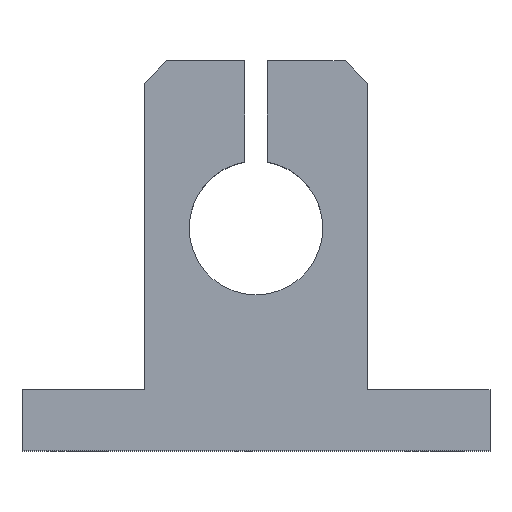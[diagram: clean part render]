
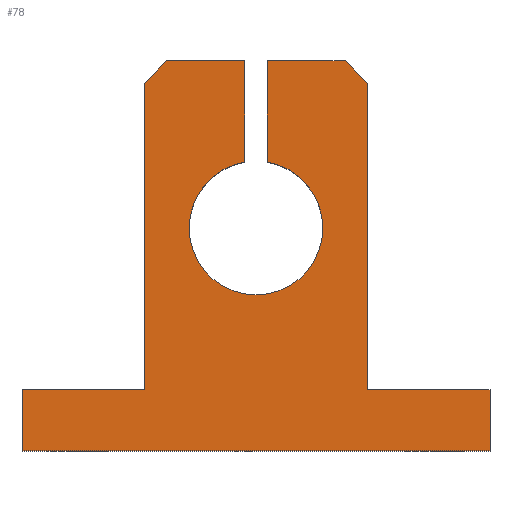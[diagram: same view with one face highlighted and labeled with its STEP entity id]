
A CAD part, top view. The second image highlights one B-rep face of the part: STEP entity #78.
In plain terms, the highlighted planar face has unit normal (0, 0, 1).
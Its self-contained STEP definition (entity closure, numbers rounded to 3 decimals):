
#78 = ADVANCED_FACE( '', ( #164 ), #165, .T. );
#164 = FACE_OUTER_BOUND( '', #250, .T. );
#165 = PLANE( '', #251 );
#250 = EDGE_LOOP( '', ( #408, #409, #410, #411, #412, #413, #414, #415, #416, #417, #418, #419, #420, #421 ) );
#251 = AXIS2_PLACEMENT_3D( '', #422, #423, #424 );
#408 = ORIENTED_EDGE( '', *, *, #485, .T. );
#409 = ORIENTED_EDGE( '', *, *, #499, .T. );
#410 = ORIENTED_EDGE( '', *, *, #480, .T. );
#411 = ORIENTED_EDGE( '', *, *, #510, .T. );
#412 = ORIENTED_EDGE( '', *, *, #504, .T. );
#413 = ORIENTED_EDGE( '', *, *, #535, .T. );
#414 = ORIENTED_EDGE( '', *, *, #494, .T. );
#415 = ORIENTED_EDGE( '', *, *, #536, .T. );
#416 = ORIENTED_EDGE( '', *, *, #526, .F. );
#417 = ORIENTED_EDGE( '', *, *, #537, .T. );
#418 = ORIENTED_EDGE( '', *, *, #522, .T. );
#419 = ORIENTED_EDGE( '', *, *, #489, .T. );
#420 = ORIENTED_EDGE( '', *, *, #474, .T. );
#421 = ORIENTED_EDGE( '', *, *, #538, .T. );
#422 = CARTESIAN_POINT( '', ( 0., 20., 12. ) );
#423 = DIRECTION( '', ( 0., 0., 1. ) );
#424 = DIRECTION( '', ( 1., 0., 0. ) );
#474 = EDGE_CURVE( '', #555, #553, #556, .T. );
#480 = EDGE_CURVE( '', #566, #564, #567, .T. );
#485 = EDGE_CURVE( '', #575, #573, #576, .T. );
#489 = EDGE_CURVE( '', #581, #555, #582, .T. );
#494 = EDGE_CURVE( '', #590, #588, #591, .T. );
#499 = EDGE_CURVE( '', #573, #566, #597, .T. );
#504 = EDGE_CURVE( '', #606, #604, #607, .T. );
#510 = EDGE_CURVE( '', #564, #606, #615, .T. );
#522 = EDGE_CURVE( '', #632, #581, #633, .T. );
#526 = EDGE_CURVE( '', #636, #638, #639, .T. );
#535 = EDGE_CURVE( '', #604, #590, #650, .T. );
#536 = EDGE_CURVE( '', #588, #638, #651, .T. );
#537 = EDGE_CURVE( '', #636, #632, #652, .T. );
#538 = EDGE_CURVE( '', #553, #575, #653, .T. );
#553 = VERTEX_POINT( '', #669 );
#555 = VERTEX_POINT( '', #672 );
#556 = LINE( '', #673, #674 );
#564 = VERTEX_POINT( '', #684 );
#566 = VERTEX_POINT( '', #687 );
#567 = LINE( '', #688, #689 );
#573 = VERTEX_POINT( '', #697 );
#575 = VERTEX_POINT( '', #700 );
#576 = LINE( '', #701, #702 );
#581 = VERTEX_POINT( '', #709 );
#582 = LINE( '', #710, #711 );
#588 = VERTEX_POINT( '', #719 );
#590 = VERTEX_POINT( '', #722 );
#591 = LINE( '', #723, #724 );
#597 = LINE( '', #732, #733 );
#604 = VERTEX_POINT( '', #740 );
#606 = VERTEX_POINT( '', #743 );
#607 = LINE( '', #744, #745 );
#615 = LINE( '', #757, #758 );
#632 = VERTEX_POINT( '', #780 );
#633 = LINE( '', #781, #782 );
#636 = VERTEX_POINT( '', #786 );
#638 = VERTEX_POINT( '', #789 );
#639 = CIRCLE( '', #790, 6. );
#650 = LINE( '', #802, #803 );
#651 = LINE( '', #804, #805 );
#652 = LINE( '', #806, #807 );
#653 = LINE( '', #808, #809 );
#669 = CARTESIAN_POINT( '', ( -10., 5.5, 12. ) );
#672 = CARTESIAN_POINT( '', ( -10., 33., 12. ) );
#673 = CARTESIAN_POINT( '', ( -10., 33., 12. ) );
#674 = VECTOR( '', #823, 1000. );
#684 = CARTESIAN_POINT( '', ( 21., 5.5, 12. ) );
#687 = CARTESIAN_POINT( '', ( 21., 0., 12. ) );
#688 = CARTESIAN_POINT( '', ( 21., 0., 12. ) );
#689 = VECTOR( '', #830, 1000. );
#697 = CARTESIAN_POINT( '', ( -21., 0., 12. ) );
#700 = CARTESIAN_POINT( '', ( -21., 5.5, 12. ) );
#701 = CARTESIAN_POINT( '', ( -21., 5.5, 12. ) );
#702 = VECTOR( '', #834, 1000. );
#709 = CARTESIAN_POINT( '', ( -8., 35., 12. ) );
#710 = CARTESIAN_POINT( '', ( -8., 35., 12. ) );
#711 = VECTOR( '', #837, 1000. );
#719 = CARTESIAN_POINT( '', ( 1., 35., 12. ) );
#722 = CARTESIAN_POINT( '', ( 8., 35., 12. ) );
#723 = CARTESIAN_POINT( '', ( 8., 35., 12. ) );
#724 = VECTOR( '', #841, 1000. );
#732 = CARTESIAN_POINT( '', ( -21., 0., 12. ) );
#733 = VECTOR( '', #847, 1000. );
#740 = CARTESIAN_POINT( '', ( 10., 33., 12. ) );
#743 = CARTESIAN_POINT( '', ( 10., 5.5, 12. ) );
#744 = CARTESIAN_POINT( '', ( 10., 5.5, 12. ) );
#745 = VECTOR( '', #855, 1000. );
#757 = CARTESIAN_POINT( '', ( 21., 5.5, 12. ) );
#758 = VECTOR( '', #860, 1000. );
#780 = CARTESIAN_POINT( '', ( -1., 35., 12. ) );
#781 = CARTESIAN_POINT( '', ( -1., 35., 12. ) );
#782 = VECTOR( '', #875, 1000. );
#786 = CARTESIAN_POINT( '', ( -1., 25.916, 12. ) );
#789 = CARTESIAN_POINT( '', ( 1., 25.916, 12. ) );
#790 = AXIS2_PLACEMENT_3D( '', #878, #879, #880 );
#802 = CARTESIAN_POINT( '', ( 10., 33., 12. ) );
#803 = VECTOR( '', #891, 1000. );
#804 = CARTESIAN_POINT( '', ( 1., 35., 12. ) );
#805 = VECTOR( '', #892, 1000. );
#806 = CARTESIAN_POINT( '', ( -1., 25.916, 12. ) );
#807 = VECTOR( '', #893, 1000. );
#808 = CARTESIAN_POINT( '', ( -10., 5.5, 12. ) );
#809 = VECTOR( '', #894, 1000. );
#823 = DIRECTION( '', ( 0., -1., 0. ) );
#830 = DIRECTION( '', ( 0., 1., 0. ) );
#834 = DIRECTION( '', ( 0., -1., 0. ) );
#837 = DIRECTION( '', ( -0.707, -0.707, 0. ) );
#841 = DIRECTION( '', ( -1., 0., 0. ) );
#847 = DIRECTION( '', ( 1., 0., 0. ) );
#855 = DIRECTION( '', ( 0., 1., 0. ) );
#860 = DIRECTION( '', ( -1., 0., 0. ) );
#875 = DIRECTION( '', ( -1., 0., 0. ) );
#878 = CARTESIAN_POINT( '', ( 0., 20., 12. ) );
#879 = DIRECTION( '', ( 0., 0., 1. ) );
#880 = DIRECTION( '', ( 1., 0., 0. ) );
#891 = DIRECTION( '', ( -0.707, 0.707, 0. ) );
#892 = DIRECTION( '', ( 0., -1., 0. ) );
#893 = DIRECTION( '', ( 0., 1., 0. ) );
#894 = DIRECTION( '', ( -1., 0., 0. ) );
